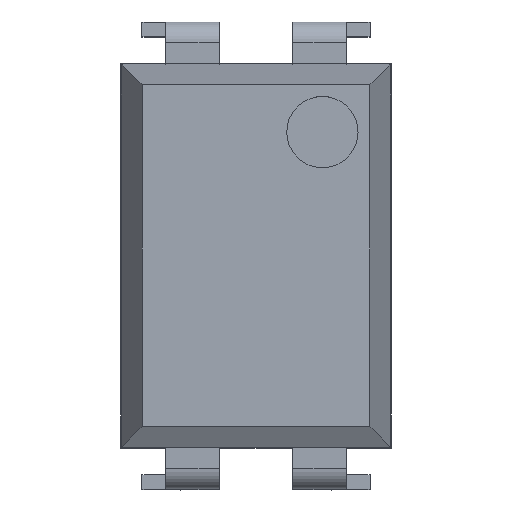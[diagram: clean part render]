
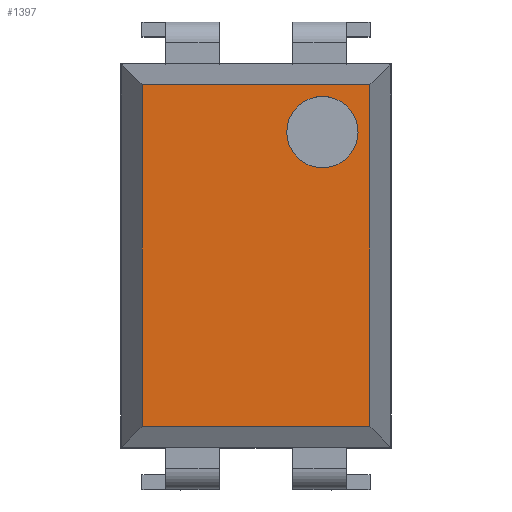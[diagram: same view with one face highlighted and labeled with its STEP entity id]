
A CAD part, top view. The second image highlights one B-rep face of the part: STEP entity #1397.
In plain terms, the highlighted planar face has unit normal (0, 0, 1).
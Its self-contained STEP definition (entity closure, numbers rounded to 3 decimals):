
#121 = CARTESIAN_POINT ( 'NONE',  ( -0.752, -1.732, 4.5 ) ) ;
#164 = CARTESIAN_POINT ( 'NONE',  ( 0., 0., 4.5 ) ) ;
#261 = ORIENTED_EDGE ( 'NONE', *, *, #289, .F. ) ;
#289 = EDGE_CURVE ( 'NONE', #453, #3708, #2425, .T. ) ;
#356 = EDGE_CURVE ( 'NONE', #854, #1494, #4028, .T. ) ;
#441 = DIRECTION ( 'NONE',  ( 0., 0., 1. ) ) ;
#453 = VERTEX_POINT ( 'NONE', #1398 ) ;
#500 = ORIENTED_EDGE ( 'NONE', *, *, #3191, .F. ) ;
#831 = ORIENTED_EDGE ( 'NONE', *, *, #2779, .T. ) ;
#852 = DIRECTION ( 'NONE',  ( 1., 0., 0. ) ) ;
#854 = VERTEX_POINT ( 'NONE', #2145 ) ;
#959 = EDGE_CURVE ( 'NONE', #1554, #3669, #2363, .T. ) ;
#1030 = CIRCLE ( 'NONE', #1572, 0.6 ) ;
#1079 = DIRECTION ( 'NONE',  ( 0., -1., 0. ) ) ;
#1107 = DIRECTION ( 'NONE',  ( 1., 0., 0. ) ) ;
#1179 = CARTESIAN_POINT ( 'NONE',  ( -3.56, -6.688, 4.5 ) ) ;
#1318 = ORIENTED_EDGE ( 'NONE', *, *, #356, .F. ) ;
#1397 = ADVANCED_FACE ( 'NONE', ( #3390, #2476 ), #3087, .T. ) ;
#1398 = CARTESIAN_POINT ( 'NONE',  ( -3.188, -0.932, 4.5 ) ) ;
#1413 = ORIENTED_EDGE ( 'NONE', *, *, #3762, .F. ) ;
#1494 = VERTEX_POINT ( 'NONE', #121 ) ;
#1495 = CARTESIAN_POINT ( 'NONE',  ( -3.56, -0.932, 4.5 ) ) ;
#1514 = DIRECTION ( 'NONE',  ( 0., 0., 1. ) ) ;
#1554 = VERTEX_POINT ( 'NONE', #3927 ) ;
#1572 = AXIS2_PLACEMENT_3D ( 'NONE', #1755, #441, #3671 ) ;
#1646 = LINE ( 'NONE', #2912, #3621 ) ;
#1665 = VECTOR ( 'NONE', #1107, 1000. ) ;
#1673 = CARTESIAN_POINT ( 'NONE',  ( 0.648, -6.688, 4.5 ) ) ;
#1688 = EDGE_LOOP ( 'NONE', ( #1318, #1413 ) ) ;
#1755 = CARTESIAN_POINT ( 'NONE',  ( -0.152, -1.732, 4.5 ) ) ;
#1803 = ORIENTED_EDGE ( 'NONE', *, *, #959, .T. ) ;
#1828 = CARTESIAN_POINT ( 'NONE',  ( -0.152, -1.732, 4.5 ) ) ;
#1967 = CARTESIAN_POINT ( 'NONE',  ( 0.648, -0.932, 4.5 ) ) ;
#2021 = CARTESIAN_POINT ( 'NONE',  ( 0.648, -0.56, 4.5 ) ) ;
#2145 = CARTESIAN_POINT ( 'NONE',  ( 0.448, -1.732, 4.5 ) ) ;
#2325 = LINE ( 'NONE', #2021, #2433 ) ;
#2363 = LINE ( 'NONE', #1179, #1665 ) ;
#2425 = LINE ( 'NONE', #1495, #2610 ) ;
#2433 = VECTOR ( 'NONE', #3296, 1000. ) ;
#2476 = FACE_OUTER_BOUND ( 'NONE', #2934, .T. ) ;
#2482 = AXIS2_PLACEMENT_3D ( 'NONE', #1828, #1514, #3105 ) ;
#2610 = VECTOR ( 'NONE', #3432, 1000. ) ;
#2779 = EDGE_CURVE ( 'NONE', #453, #1554, #1646, .T. ) ;
#2820 = AXIS2_PLACEMENT_3D ( 'NONE', #164, #3740, #852 ) ;
#2912 = CARTESIAN_POINT ( 'NONE',  ( -3.188, -0.56, 4.5 ) ) ;
#2934 = EDGE_LOOP ( 'NONE', ( #831, #1803, #500, #261 ) ) ;
#3087 = PLANE ( 'NONE',  #2820 ) ;
#3105 = DIRECTION ( 'NONE',  ( 1., 0., 0. ) ) ;
#3191 = EDGE_CURVE ( 'NONE', #3708, #3669, #2325, .T. ) ;
#3296 = DIRECTION ( 'NONE',  ( 0., -1., 0. ) ) ;
#3390 = FACE_BOUND ( 'NONE', #1688, .T. ) ;
#3432 = DIRECTION ( 'NONE',  ( 1., 0., 0. ) ) ;
#3621 = VECTOR ( 'NONE', #1079, 1000. ) ;
#3669 = VERTEX_POINT ( 'NONE', #1673 ) ;
#3671 = DIRECTION ( 'NONE',  ( 1., 0., 0. ) ) ;
#3708 = VERTEX_POINT ( 'NONE', #1967 ) ;
#3740 = DIRECTION ( 'NONE',  ( 0., 0., 1. ) ) ;
#3762 = EDGE_CURVE ( 'NONE', #1494, #854, #1030, .T. ) ;
#3927 = CARTESIAN_POINT ( 'NONE',  ( -3.188, -6.688, 4.5 ) ) ;
#4028 = CIRCLE ( 'NONE', #2482, 0.6 ) ;
